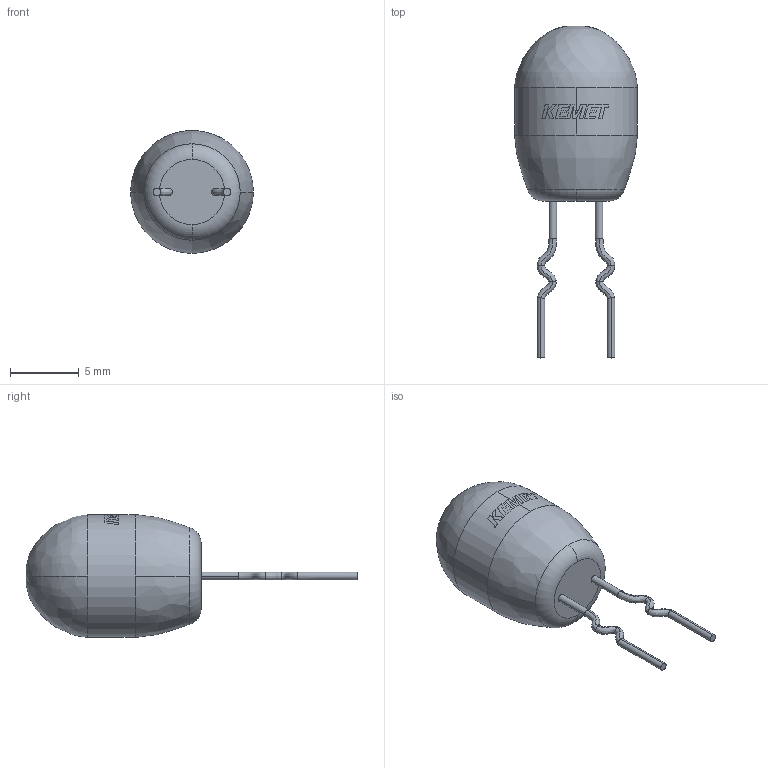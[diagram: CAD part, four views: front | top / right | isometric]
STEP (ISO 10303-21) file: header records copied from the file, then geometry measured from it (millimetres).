
FILE_DESCRIPTION (( 'STEP AP214' ), '1' );
FILE_NAME ('CTR_T353_D8.9H18.5S5.08LL5.56F0.55.STEP', '2017-11-30T23:24:45', ( '' ), ( '' ), 'SwSTEP 2.0', 'SolidWorks 2014', '' );
FILE_SCHEMA (( 'AUTOMOTIVE_DESIGN' ));
Length unit declared in the file: millimetre
Products named in the file (1): CTR_T353_D8.9H18.5S5.08LL5.56F0.55
Bounding box: 8.9 x 24.06 x 8.9 mm (x, y, z)
Volume: 636.2 mm3; surface area: 412.7 mm2
Topology: 1 solids, 1 shells, 89 faces, 237 edges, 154 vertices
Faces by surface type: bspline 48, plane 29, cylinder 10, torus 2
Entity records: 5314 total; most frequent: CARTESIAN_POINT 2473, ORIENTED_EDGE 474, DIRECTION 259, EDGE_CURVE 237, VERTEX_POINT 154, B_SPLINE_CURVE_WITH_KNOTS 128, AXIS2_PLACEMENT_3D 124, EDGE_LOOP 93
